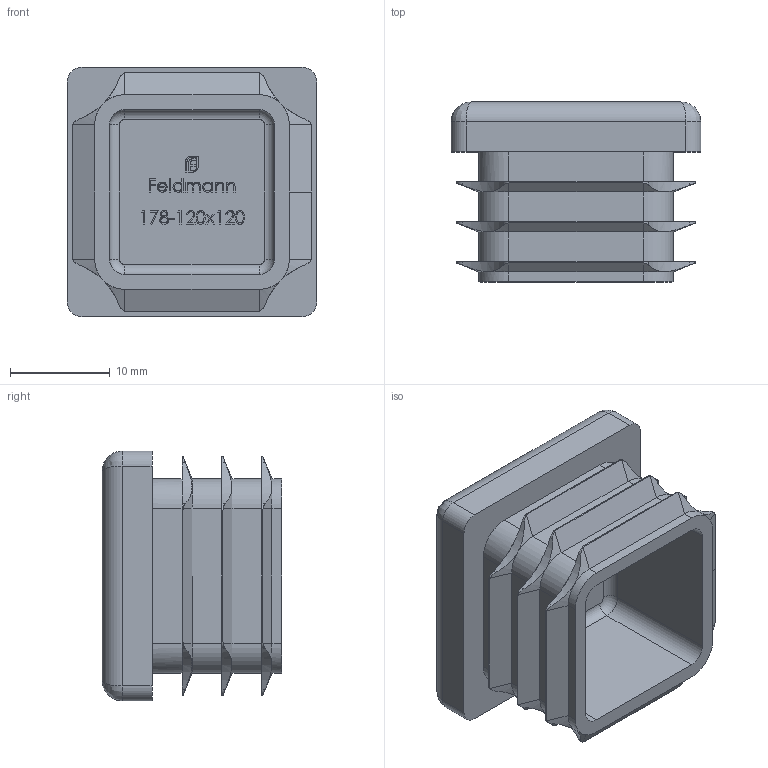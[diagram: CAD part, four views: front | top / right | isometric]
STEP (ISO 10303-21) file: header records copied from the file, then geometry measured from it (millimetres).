
FILE_DESCRIPTION (( 'STEP AP203' ), '1' );
FILE_NAME ('178-25x25.step', '2021-01-21T14:06:25', ( '' ), ( '' ), 'SwSTEP 2.0', 'SolidWorks 2018', '' );
FILE_SCHEMA (( 'CONFIG_CONTROL_DESIGN' ));
Length unit declared in the file: millimetre
Products named in the file (2): 178-25x25
Bounding box: 25 x 18 x 25 mm (x, y, z)
Volume: 4603.6 mm3; surface area: 4102.2 mm2
Topology: 1 solids, 1 shells, 465 faces, 1232 edges, 794 vertices
Faces by surface type: plane 235, bspline 119, cylinder 83, cone 24, torus 4
Entity records: 20526 total; most frequent: CARTESIAN_POINT 9840, ORIENTED_EDGE 2456, DIRECTION 1725, EDGE_CURVE 1228, VERTEX_POINT 794, VECTOR 711, LINE 711, AXIS2_PLACEMENT_3D 507
